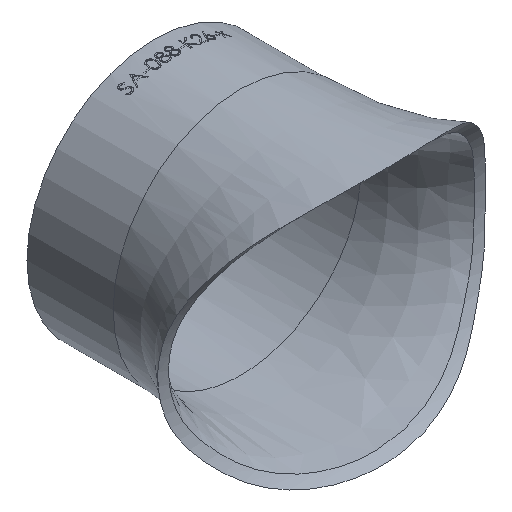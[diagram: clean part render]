
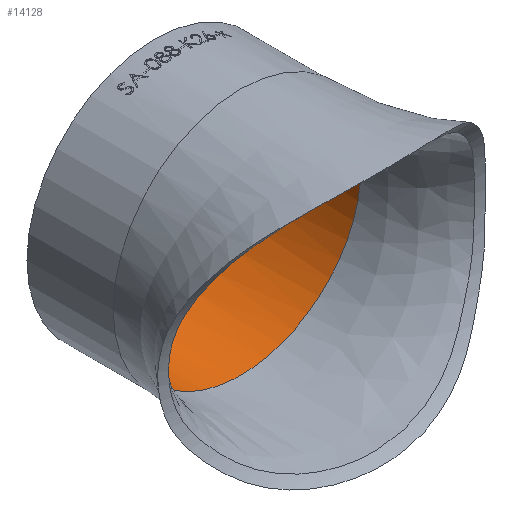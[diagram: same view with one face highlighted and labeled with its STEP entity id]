
A CAD part, isometric view. The second image highlights one B-rep face of the part: STEP entity #14128.
In plain terms, the highlighted cylindrical face has radius 41.85 mm (diameter 83.7 mm), a full revolution.
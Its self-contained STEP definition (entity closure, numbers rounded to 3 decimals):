
#715 = CARTESIAN_POINT ( 'NONE',  ( 21.286, 80.36, 36.442 ) ) ;
#785 = CARTESIAN_POINT ( 'NONE',  ( 1.435, 80.36, -41.85 ) ) ;
#866 = CARTESIAN_POINT ( 'NONE',  ( 39.56, 80.36, -13.749 ) ) ;
#944 = CARTESIAN_POINT ( 'NONE',  ( 39.09, 80.36, 15.03 ) ) ;
#1198 = ORIENTED_EDGE ( 'NONE', *, *, #20162, .F. ) ;
#1427 = CARTESIAN_POINT ( 'NONE',  ( -39.56, 80.36, 13.749 ) ) ;
#2515 = CARTESIAN_POINT ( 'NONE',  ( 41.777, 80.36, 2.873 ) ) ;
#2595 = CARTESIAN_POINT ( 'NONE',  ( -2.873, 80.36, -41.777 ) ) ;
#2668 = CARTESIAN_POINT ( 'NONE',  ( -39.56, 80.36, -13.749 ) ) ;
#2747 = CARTESIAN_POINT ( 'NONE',  ( 40.375, 80.36, 11.131 ) ) ;
#2767 = FACE_OUTER_BOUND ( 'NONE', #18204, .T. ) ;
#3024 = AXIS2_PLACEMENT_3D ( 'NONE', #5746, #11082, #7429 ) ;
#3143 = CARTESIAN_POINT ( 'NONE',  ( -11.278, 80.36, 40.678 ) ) ;
#4378 = CARTESIAN_POINT ( 'NONE',  ( 41.85, 80.36, 1.435 ) ) ;
#4459 = CARTESIAN_POINT ( 'NONE',  ( 33.376, 80.36, -25.797 ) ) ;
#4538 = CARTESIAN_POINT ( 'NONE',  ( -40.375, 80.36, -11.131 ) ) ;
#4620 = CARTESIAN_POINT ( 'NONE',  ( 40.72, 80.36, -9.791 ) ) ;
#4699 = CARTESIAN_POINT ( 'NONE',  ( -36.442, 80.36, -21.286 ) ) ;
#4773 = B_SPLINE_CURVE_WITH_KNOTS ( 'NONE', 3,
 ( #11879, #15342, #8057, #715, #10119, #8208, #13509, #944, #15657, #2747, #6299, #22689, #15504, #2515, #4378, #22607, #11648, #6455, #15586, #4620, #8284, #866, #17161, #17399, #4459, #11729, #20839, #9881, #22842, #20928, #22924, #11957, #8130, #13830, #785, #20759, #2595, #17485, #15426, #9963, #19331, #21009, #22765, #11806, #6531, #13660, #4699, #9806, #2668, #4538, #17320, #6375, #19173, #13901, #17724, #15818, #23155, #4928, #8597, #17883, #5087, #1427, #17640, #6859, #6940, #21400, #4844, #3143, #12040, #6700 ),
 .UNSPECIFIED., .T., .F.,
 ( 4, 2, 2, 2, 2, 2, 2, 2, 2, 2, 2, 2, 2, 2, 2, 2, 2, 2, 2, 2, 2, 2, 2, 2, 2, 2, 2, 2, 2, 2, 2, 2, 2, 2, 4 ),
 ( 0., 0.063, 0.125, 0.188, 0.203, 0.219, 0.234, 0.25, 0.266, 0.281, 0.297, 0.313, 0.375, 0.438, 0.453, 0.469, 0.484, 0.5, 0.516, 0.531, 0.547, 0.563, 0.625, 0.688, 0.703, 0.719, 0.734, 0.75, 0.766, 0.781, 0.797, 0.813, 0.875, 0.938, 1. ),
 .UNSPECIFIED. ) ;
#4844 = CARTESIAN_POINT ( 'NONE',  ( -21.286, 80.36, 36.442 ) ) ;
#4928 = CARTESIAN_POINT ( 'NONE',  ( -41.491, 80.36, 5.689 ) ) ;
#5087 = CARTESIAN_POINT ( 'NONE',  ( -40.375, 80.36, 11.131 ) ) ;
#5746 = CARTESIAN_POINT ( 'NONE',  ( 0., 80.36, 0. ) ) ;
#6299 = CARTESIAN_POINT ( 'NONE',  ( 40.72, 80.36, 9.791 ) ) ;
#6375 = CARTESIAN_POINT ( 'NONE',  ( -41.278, 80.36, -7.07 ) ) ;
#6413 = AXIS2_PLACEMENT_3D ( 'NONE', #12191, #8578, #23227 ) ;
#6455 = CARTESIAN_POINT ( 'NONE',  ( 41.491, 80.36, -5.689 ) ) ;
#6515 = CYLINDRICAL_SURFACE ( 'NONE', #3024, 41.85 ) ;
#6531 = CARTESIAN_POINT ( 'NONE',  ( -25.797, 80.36, -33.376 ) ) ;
#6700 = CARTESIAN_POINT ( 'NONE',  ( 0., 80.36, 41.85 ) ) ;
#6859 = CARTESIAN_POINT ( 'NONE',  ( -36.442, 80.36, 21.286 ) ) ;
#6940 = CARTESIAN_POINT ( 'NONE',  ( -33.376, 80.36, 25.797 ) ) ;
#6988 = CARTESIAN_POINT ( 'NONE',  ( 0., 80.36, 41.85 ) ) ;
#7429 = DIRECTION ( 'NONE',  ( 0., 0., 1. ) ) ;
#8057 = CARTESIAN_POINT ( 'NONE',  ( 11.278, 80.36, 40.678 ) ) ;
#8130 = CARTESIAN_POINT ( 'NONE',  ( 5.689, 80.36, -41.491 ) ) ;
#8208 = CARTESIAN_POINT ( 'NONE',  ( 33.376, 80.36, 25.797 ) ) ;
#8284 = CARTESIAN_POINT ( 'NONE',  ( 40.375, 80.36, -11.131 ) ) ;
#8578 = DIRECTION ( 'NONE',  ( 0., 1., 0. ) ) ;
#8597 = CARTESIAN_POINT ( 'NONE',  ( -41.278, 80.36, 7.07 ) ) ;
#9806 = CARTESIAN_POINT ( 'NONE',  ( -39.09, 80.36, -15.03 ) ) ;
#9881 = CARTESIAN_POINT ( 'NONE',  ( 15.03, 80.36, -39.09 ) ) ;
#9963 = CARTESIAN_POINT ( 'NONE',  ( -9.791, 80.36, -40.72 ) ) ;
#10119 = CARTESIAN_POINT ( 'NONE',  ( 25.797, 80.36, 33.376 ) ) ;
#11082 = DIRECTION ( 'NONE',  ( 0., 1., 0. ) ) ;
#11402 = ORIENTED_EDGE ( 'NONE', *, *, #12554, .T. ) ;
#11648 = CARTESIAN_POINT ( 'NONE',  ( 41.777, 80.36, -2.873 ) ) ;
#11729 = CARTESIAN_POINT ( 'NONE',  ( 25.797, 80.36, -33.376 ) ) ;
#11806 = CARTESIAN_POINT ( 'NONE',  ( -21.286, 80.36, -36.442 ) ) ;
#11879 = CARTESIAN_POINT ( 'NONE',  ( 0., 80.36, 41.85 ) ) ;
#11957 = CARTESIAN_POINT ( 'NONE',  ( 7.07, 80.36, -41.278 ) ) ;
#12040 = CARTESIAN_POINT ( 'NONE',  ( -5.781, 80.36, 41.85 ) ) ;
#12191 = CARTESIAN_POINT ( 'NONE',  ( 0., 110.36, 0. ) ) ;
#12554 = EDGE_CURVE ( 'NONE', #16675, #16675, #17706, .T. ) ;
#12611 = EDGE_LOOP ( 'NONE', ( #11402 ) ) ;
#13509 = CARTESIAN_POINT ( 'NONE',  ( 36.442, 80.36, 21.286 ) ) ;
#13660 = CARTESIAN_POINT ( 'NONE',  ( -33.376, 80.36, -25.797 ) ) ;
#13830 = CARTESIAN_POINT ( 'NONE',  ( 2.873, 80.36, -41.777 ) ) ;
#13901 = CARTESIAN_POINT ( 'NONE',  ( -41.777, 80.36, -2.873 ) ) ;
#13962 = FACE_OUTER_BOUND ( 'NONE', #12611, .T. ) ;
#14128 = ADVANCED_FACE ( 'NONE', ( #2767, #13962 ), #6515, .F. ) ;
#14271 = CARTESIAN_POINT ( 'NONE',  ( 0., 110.36, 41.85 ) ) ;
#15342 = CARTESIAN_POINT ( 'NONE',  ( 5.781, 80.36, 41.85 ) ) ;
#15426 = CARTESIAN_POINT ( 'NONE',  ( -7.07, 80.36, -41.278 ) ) ;
#15504 = CARTESIAN_POINT ( 'NONE',  ( 41.491, 80.36, 5.689 ) ) ;
#15586 = CARTESIAN_POINT ( 'NONE',  ( 41.278, 80.36, -7.07 ) ) ;
#15657 = CARTESIAN_POINT ( 'NONE',  ( 39.56, 80.36, 13.749 ) ) ;
#15818 = CARTESIAN_POINT ( 'NONE',  ( -41.85, 80.36, 1.435 ) ) ;
#16675 = VERTEX_POINT ( 'NONE', #14271 ) ;
#17161 = CARTESIAN_POINT ( 'NONE',  ( 39.09, 80.36, -15.03 ) ) ;
#17320 = CARTESIAN_POINT ( 'NONE',  ( -40.72, 80.36, -9.791 ) ) ;
#17399 = CARTESIAN_POINT ( 'NONE',  ( 36.442, 80.36, -21.286 ) ) ;
#17485 = CARTESIAN_POINT ( 'NONE',  ( -5.689, 80.36, -41.491 ) ) ;
#17640 = CARTESIAN_POINT ( 'NONE',  ( -39.09, 80.36, 15.03 ) ) ;
#17706 = CIRCLE ( 'NONE', #6413, 41.85 ) ;
#17724 = CARTESIAN_POINT ( 'NONE',  ( -41.85, 80.36, -1.435 ) ) ;
#17883 = CARTESIAN_POINT ( 'NONE',  ( -40.72, 80.36, 9.791 ) ) ;
#18204 = EDGE_LOOP ( 'NONE', ( #1198 ) ) ;
#19173 = CARTESIAN_POINT ( 'NONE',  ( -41.491, 80.36, -5.689 ) ) ;
#19331 = CARTESIAN_POINT ( 'NONE',  ( -11.131, 80.36, -40.375 ) ) ;
#20162 = EDGE_CURVE ( 'NONE', #21554, #21554, #4773, .T. ) ;
#20759 = CARTESIAN_POINT ( 'NONE',  ( -1.435, 80.36, -41.85 ) ) ;
#20839 = CARTESIAN_POINT ( 'NONE',  ( 21.286, 80.36, -36.442 ) ) ;
#20928 = CARTESIAN_POINT ( 'NONE',  ( 11.131, 80.36, -40.375 ) ) ;
#21009 = CARTESIAN_POINT ( 'NONE',  ( -13.749, 80.36, -39.56 ) ) ;
#21400 = CARTESIAN_POINT ( 'NONE',  ( -25.797, 80.36, 33.376 ) ) ;
#21554 = VERTEX_POINT ( 'NONE', #6988 ) ;
#22607 = CARTESIAN_POINT ( 'NONE',  ( 41.85, 80.36, -1.435 ) ) ;
#22689 = CARTESIAN_POINT ( 'NONE',  ( 41.278, 80.36, 7.07 ) ) ;
#22765 = CARTESIAN_POINT ( 'NONE',  ( -15.03, 80.36, -39.09 ) ) ;
#22842 = CARTESIAN_POINT ( 'NONE',  ( 13.749, 80.36, -39.56 ) ) ;
#22924 = CARTESIAN_POINT ( 'NONE',  ( 9.791, 80.36, -40.72 ) ) ;
#23155 = CARTESIAN_POINT ( 'NONE',  ( -41.777, 80.36, 2.873 ) ) ;
#23227 = DIRECTION ( 'NONE',  ( 0., 0., 1. ) ) ;
